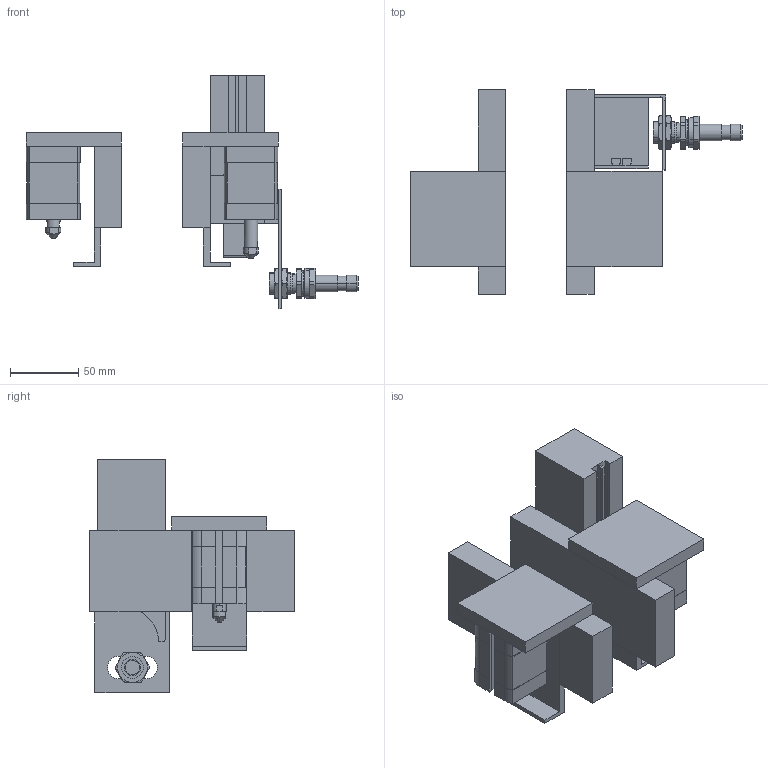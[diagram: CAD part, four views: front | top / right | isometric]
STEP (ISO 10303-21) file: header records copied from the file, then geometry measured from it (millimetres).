
FILE_DESCRIPTION((''),'2;1');
FILE_NAME('147788_CHA_02_000_SIMPLIFICADO_ASM','2022-12-17T14:48:31',('michi'),(''),'CREO PARAMETRIC BY PTC INC, 2020342','CREO PARAMETRIC BY PTC INC, 2020342','');
FILE_SCHEMA(('CONFIG_CONTROL_DESIGN'));
Length unit declared in the file: millimetre
Products named in the file (17): S_X_F3LIDO1-777; S_X_F3LIDO2-778; S_X_F3LIDO3-779; S_X_F3LIDO4-780; S_X_F3LIDO5-781; S_X_F3LIDO6-782; S_X_F3LIDO11-783; S_X_F3LIDO12-784; S_X_F3LIDO13-785; S_X_F3LIDO14-786; S_X_F3LIDO15-787; S_X_F3LIDO16-788; S_X_F3LIDO21-789; S_X_F3LIDO22-790; S_X_F3LIDO23-791; S_X_F3LIDO24-792; 147788_CHA_02_000_SIMPLIFICADO_ASM
Assembly tree (16 placements, depth 2):
  147788_CHA_02_000_SIMPLIFICADO_ASM
    S_X_F3LIDO1-777
    S_X_F3LIDO2-778
    S_X_F3LIDO3-779
    S_X_F3LIDO4-780
    S_X_F3LIDO5-781
    S_X_F3LIDO6-782
    S_X_F3LIDO11-783
    S_X_F3LIDO12-784
    S_X_F3LIDO13-785
    S_X_F3LIDO14-786
    S_X_F3LIDO15-787
    S_X_F3LIDO16-788
    S_X_F3LIDO21-789
    S_X_F3LIDO22-790
    S_X_F3LIDO23-791
    S_X_F3LIDO24-792
Bounding box: 243.5 x 150 x 171.2 mm (x, y, z)
Volume: 881678.3 mm3; surface area: 183245.1 mm2
Topology: 16 solids, 16 shells, 383 faces, 987 edges, 650 vertices
Faces by surface type: plane 275, cylinder 84, cone 24
Entity records: 12269 total; most frequent: CARTESIAN_POINT 2455, DIRECTION 1984, ORIENTED_EDGE 1974, EDGE_CURVE 987, VECTOR 722, LINE 722, VERTEX_POINT 650, AXIS2_PLACEMENT_3D 631
